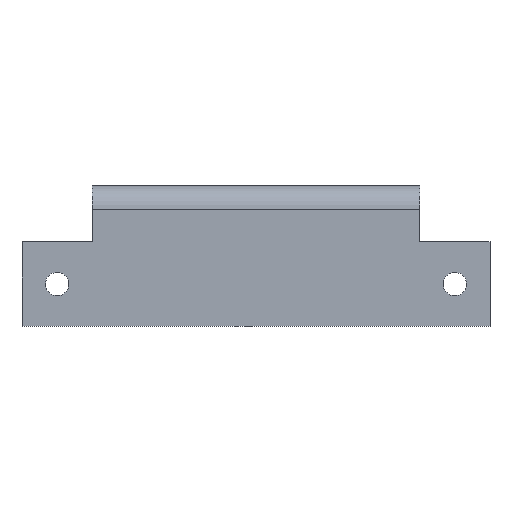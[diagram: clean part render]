
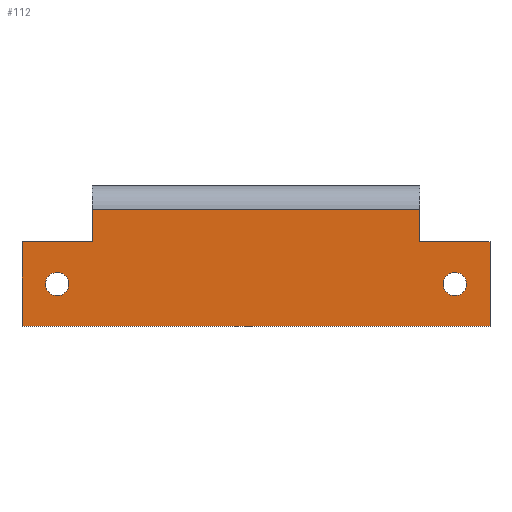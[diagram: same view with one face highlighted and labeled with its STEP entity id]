
A CAD part, top view. The second image highlights one B-rep face of the part: STEP entity #112.
In plain terms, the highlighted planar face has unit normal (0, 0, 1).
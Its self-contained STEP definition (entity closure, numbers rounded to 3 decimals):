
#6 = VERTEX_POINT ( 'NONE', #580 ) ;
#14 = DIRECTION ( 'NONE',  ( 0., 0., 1. ) ) ;
#15 = CARTESIAN_POINT ( 'NONE',  ( 40., 0., 10. ) ) ;
#19 = CARTESIAN_POINT ( 'NONE',  ( -35., 16., 10. ) ) ;
#27 = CARTESIAN_POINT ( 'NONE',  ( -35., 0., 10. ) ) ;
#38 = DIRECTION ( 'NONE',  ( 1., 0., 0. ) ) ;
#43 = LINE ( 'NONE', #300, #217 ) ;
#52 = EDGE_LOOP ( 'NONE', ( #555, #414 ) ) ;
#53 = VECTOR ( 'NONE', #38, 1000. ) ;
#55 = AXIS2_PLACEMENT_3D ( 'NONE', #729, #14, #85 ) ;
#60 = EDGE_CURVE ( 'NONE', #434, #313, #251, .T. ) ;
#85 = DIRECTION ( 'NONE',  ( 1., 0., 0. ) ) ;
#90 = FACE_OUTER_BOUND ( 'NONE', #782, .T. ) ;
#92 = DIRECTION ( 'NONE',  ( 1., 0., 0. ) ) ;
#96 = EDGE_CURVE ( 'NONE', #795, #342, #153, .T. ) ;
#111 = ORIENTED_EDGE ( 'NONE', *, *, #275, .F. ) ;
#112 = ADVANCED_FACE ( 'NONE', ( #274, #733, #90 ), #287, .T. ) ;
#120 = VERTEX_POINT ( 'NONE', #554 ) ;
#122 = CARTESIAN_POINT ( 'NONE',  ( -40., 0., 10. ) ) ;
#126 = CARTESIAN_POINT ( 'NONE',  ( -35., 9., 10. ) ) ;
#142 = LINE ( 'NONE', #542, #490 ) ;
#143 = EDGE_CURVE ( 'NONE', #418, #282, #443, .T. ) ;
#153 = LINE ( 'NONE', #27, #389 ) ;
#159 = VECTOR ( 'NONE', #661, 1000. ) ;
#162 = AXIS2_PLACEMENT_3D ( 'NONE', #489, #553, #807 ) ;
#168 = CARTESIAN_POINT ( 'NONE',  ( 35., 0., 10. ) ) ;
#190 = EDGE_CURVE ( 'NONE', #259, #195, #402, .T. ) ;
#195 = VERTEX_POINT ( 'NONE', #212 ) ;
#196 = AXIS2_PLACEMENT_3D ( 'NONE', #548, #463, #744 ) ;
#198 = ORIENTED_EDGE ( 'NONE', *, *, #800, .F. ) ;
#203 = DIRECTION ( 'NONE',  ( 0., 0., 1. ) ) ;
#212 = CARTESIAN_POINT ( 'NONE',  ( -50., -9., 10. ) ) ;
#217 = VECTOR ( 'NONE', #237, 1000. ) ;
#219 = ORIENTED_EDGE ( 'NONE', *, *, #60, .F. ) ;
#237 = DIRECTION ( 'NONE',  ( 0., -1., 0. ) ) ;
#241 = DIRECTION ( 'NONE',  ( 0., -1., 0. ) ) ;
#245 = EDGE_CURVE ( 'NONE', #195, #408, #686, .T. ) ;
#251 = CIRCLE ( 'NONE', #196, 2.5 ) ;
#259 = VERTEX_POINT ( 'NONE', #618 ) ;
#260 = LINE ( 'NONE', #523, #776 ) ;
#274 = FACE_BOUND ( 'NONE', #332, .T. ) ;
#275 = EDGE_CURVE ( 'NONE', #6, #120, #758, .T. ) ;
#282 = VERTEX_POINT ( 'NONE', #747 ) ;
#287 = PLANE ( 'NONE',  #736 ) ;
#300 = CARTESIAN_POINT ( 'NONE',  ( 50., 0., 10. ) ) ;
#313 = VERTEX_POINT ( 'NONE', #122 ) ;
#321 = VECTOR ( 'NONE', #793, 1000. ) ;
#331 = CARTESIAN_POINT ( 'NONE',  ( 0., 0., 10. ) ) ;
#332 = EDGE_LOOP ( 'NONE', ( #728, #219 ) ) ;
#335 = CARTESIAN_POINT ( 'NONE',  ( -50., 0., 10. ) ) ;
#342 = VERTEX_POINT ( 'NONE', #126 ) ;
#349 = DIRECTION ( 'NONE',  ( 1., 0., 0. ) ) ;
#359 = CARTESIAN_POINT ( 'NONE',  ( 0., -9., 10. ) ) ;
#380 = CIRCLE ( 'NONE', #162, 2.5 ) ;
#389 = VECTOR ( 'NONE', #532, 1000. ) ;
#402 = LINE ( 'NONE', #335, #159 ) ;
#407 = CARTESIAN_POINT ( 'NONE',  ( 42.5, 0., 10. ) ) ;
#408 = VERTEX_POINT ( 'NONE', #578 ) ;
#411 = CARTESIAN_POINT ( 'NONE',  ( 0., 16., 10. ) ) ;
#414 = ORIENTED_EDGE ( 'NONE', *, *, #143, .F. ) ;
#418 = VERTEX_POINT ( 'NONE', #15 ) ;
#434 = VERTEX_POINT ( 'NONE', #665 ) ;
#443 = CIRCLE ( 'NONE', #589, 2.5 ) ;
#457 = ORIENTED_EDGE ( 'NONE', *, *, #190, .T. ) ;
#463 = DIRECTION ( 'NONE',  ( 0., 0., 1. ) ) ;
#483 = ORIENTED_EDGE ( 'NONE', *, *, #773, .F. ) ;
#489 = CARTESIAN_POINT ( 'NONE',  ( 42.5, 0., 10. ) ) ;
#490 = VECTOR ( 'NONE', #844, 1000. ) ;
#496 = CARTESIAN_POINT ( 'NONE',  ( 50., 9., 10. ) ) ;
#523 = CARTESIAN_POINT ( 'NONE',  ( 0., 9., 10. ) ) ;
#525 = EDGE_CURVE ( 'NONE', #6, #795, #538, .T. ) ;
#532 = DIRECTION ( 'NONE',  ( 0., -1., 0. ) ) ;
#538 = LINE ( 'NONE', #411, #321 ) ;
#542 = CARTESIAN_POINT ( 'NONE',  ( 0., 9., 10. ) ) ;
#544 = DIRECTION ( 'NONE',  ( 1., 0., 0. ) ) ;
#548 = CARTESIAN_POINT ( 'NONE',  ( -42.5, 0., 10. ) ) ;
#553 = DIRECTION ( 'NONE',  ( 0., 0., 1. ) ) ;
#554 = CARTESIAN_POINT ( 'NONE',  ( 35., 9., 10. ) ) ;
#555 = ORIENTED_EDGE ( 'NONE', *, *, #592, .F. ) ;
#577 = ORIENTED_EDGE ( 'NONE', *, *, #659, .F. ) ;
#578 = CARTESIAN_POINT ( 'NONE',  ( 50., -9., 10. ) ) ;
#579 = VECTOR ( 'NONE', #241, 1000. ) ;
#580 = CARTESIAN_POINT ( 'NONE',  ( 35., 16., 10. ) ) ;
#589 = AXIS2_PLACEMENT_3D ( 'NONE', #407, #203, #544 ) ;
#592 = EDGE_CURVE ( 'NONE', #282, #418, #380, .T. ) ;
#618 = CARTESIAN_POINT ( 'NONE',  ( -50., 9., 10. ) ) ;
#627 = ORIENTED_EDGE ( 'NONE', *, *, #96, .T. ) ;
#659 = EDGE_CURVE ( 'NONE', #662, #408, #43, .T. ) ;
#661 = DIRECTION ( 'NONE',  ( 0., -1., 0. ) ) ;
#662 = VERTEX_POINT ( 'NONE', #496 ) ;
#665 = CARTESIAN_POINT ( 'NONE',  ( -45., 0., 10. ) ) ;
#683 = CIRCLE ( 'NONE', #55, 2.5 ) ;
#686 = LINE ( 'NONE', #359, #53 ) ;
#695 = ORIENTED_EDGE ( 'NONE', *, *, #525, .T. ) ;
#728 = ORIENTED_EDGE ( 'NONE', *, *, #743, .F. ) ;
#729 = CARTESIAN_POINT ( 'NONE',  ( -42.5, 0., 10. ) ) ;
#733 = FACE_BOUND ( 'NONE', #52, .T. ) ;
#736 = AXIS2_PLACEMENT_3D ( 'NONE', #331, #794, #349 ) ;
#743 = EDGE_CURVE ( 'NONE', #313, #434, #683, .T. ) ;
#744 = DIRECTION ( 'NONE',  ( 1., 0., 0. ) ) ;
#747 = CARTESIAN_POINT ( 'NONE',  ( 45., 0., 10. ) ) ;
#758 = LINE ( 'NONE', #168, #579 ) ;
#771 = ORIENTED_EDGE ( 'NONE', *, *, #245, .T. ) ;
#773 = EDGE_CURVE ( 'NONE', #259, #342, #142, .T. ) ;
#776 = VECTOR ( 'NONE', #92, 1000. ) ;
#782 = EDGE_LOOP ( 'NONE', ( #111, #695, #627, #483, #457, #771, #577, #198 ) ) ;
#793 = DIRECTION ( 'NONE',  ( -1., 0., 0. ) ) ;
#794 = DIRECTION ( 'NONE',  ( 0., 0., 1. ) ) ;
#795 = VERTEX_POINT ( 'NONE', #19 ) ;
#800 = EDGE_CURVE ( 'NONE', #120, #662, #260, .T. ) ;
#807 = DIRECTION ( 'NONE',  ( 1., 0., 0. ) ) ;
#844 = DIRECTION ( 'NONE',  ( 1., 0., 0. ) ) ;
